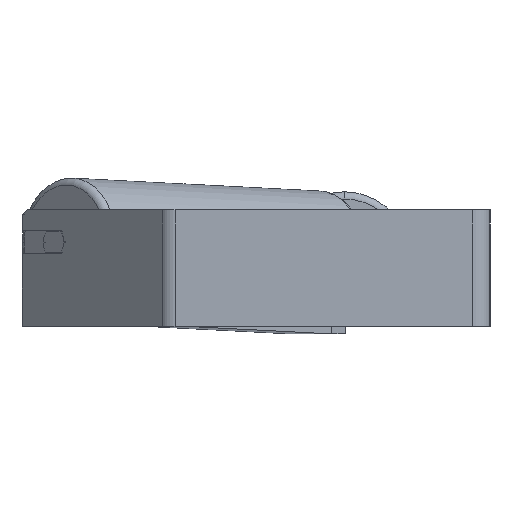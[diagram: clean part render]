
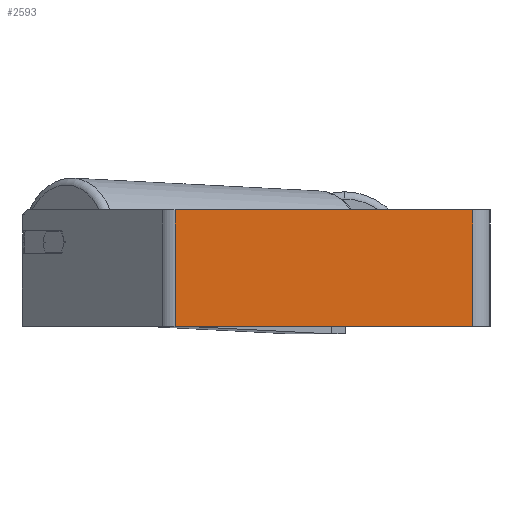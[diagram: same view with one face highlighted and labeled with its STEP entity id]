
A CAD part, left-side view. The second image highlights one B-rep face of the part: STEP entity #2593.
In plain terms, the highlighted planar face has unit normal (-1, 0, 0).
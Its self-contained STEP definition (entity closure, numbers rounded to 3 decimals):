
#13 = CARTESIAN_POINT ( 'NONE',  ( -430., 12., 40. ) ) ;
#271 = VECTOR ( 'NONE', #6749, 1000. ) ;
#498 = CARTESIAN_POINT ( 'NONE',  ( -430., 216.181, 40. ) ) ;
#660 = VERTEX_POINT ( 'NONE', #13 ) ;
#1676 = VECTOR ( 'NONE', #4023, 1000. ) ;
#2013 = LINE ( 'NONE', #8117, #1676 ) ;
#2126 = ORIENTED_EDGE ( 'NONE', *, *, #6509, .F. ) ;
#2186 = DIRECTION ( 'NONE',  ( 0., 0., -1. ) ) ;
#2292 = EDGE_CURVE ( 'NONE', #660, #3312, #6360, .T. ) ;
#2422 = CARTESIAN_POINT ( 'NONE',  ( -430., 12., -40. ) ) ;
#2492 = CARTESIAN_POINT ( 'NONE',  ( -430., 221.151, 40. ) ) ;
#2525 = LINE ( 'NONE', #5315, #271 ) ;
#2587 = VERTEX_POINT ( 'NONE', #3267 ) ;
#2593 = ADVANCED_FACE ( 'NONE', ( #8804 ), #4589, .F. ) ;
#3011 = CARTESIAN_POINT ( 'NONE',  ( -430., 216.181, -40. ) ) ;
#3051 = EDGE_CURVE ( 'NONE', #4868, #3312, #2013, .T. ) ;
#3267 = CARTESIAN_POINT ( 'NONE',  ( -430., 216.181, 40. ) ) ;
#3277 = DIRECTION ( 'NONE',  ( 0., 0., -1. ) ) ;
#3312 = VERTEX_POINT ( 'NONE', #2422 ) ;
#4023 = DIRECTION ( 'NONE',  ( 0., -1., 0. ) ) ;
#4447 = AXIS2_PLACEMENT_3D ( 'NONE', #2492, #6112, #6017 ) ;
#4502 = VECTOR ( 'NONE', #3277, 1000. ) ;
#4589 = PLANE ( 'NONE',  #4447 ) ;
#4868 = VERTEX_POINT ( 'NONE', #3011 ) ;
#5253 = LINE ( 'NONE', #498, #4502 ) ;
#5315 = CARTESIAN_POINT ( 'NONE',  ( -430., 221.151, 40. ) ) ;
#5476 = CARTESIAN_POINT ( 'NONE',  ( -430., 12., 40. ) ) ;
#5622 = ORIENTED_EDGE ( 'NONE', *, *, #2292, .F. ) ;
#6017 = DIRECTION ( 'NONE',  ( 0., 0., -1. ) ) ;
#6112 = DIRECTION ( 'NONE',  ( 1., 0., 0. ) ) ;
#6360 = LINE ( 'NONE', #5476, #8387 ) ;
#6509 = EDGE_CURVE ( 'NONE', #2587, #660, #2525, .T. ) ;
#6749 = DIRECTION ( 'NONE',  ( 0., -1., 0. ) ) ;
#6854 = ORIENTED_EDGE ( 'NONE', *, *, #7233, .T. ) ;
#7233 = EDGE_CURVE ( 'NONE', #2587, #4868, #5253, .T. ) ;
#7602 = ORIENTED_EDGE ( 'NONE', *, *, #3051, .T. ) ;
#8117 = CARTESIAN_POINT ( 'NONE',  ( -430., 221.151, -40. ) ) ;
#8387 = VECTOR ( 'NONE', #2186, 1000. ) ;
#8804 = FACE_OUTER_BOUND ( 'NONE', #8859, .T. ) ;
#8859 = EDGE_LOOP ( 'NONE', ( #7602, #5622, #2126, #6854 ) ) ;
